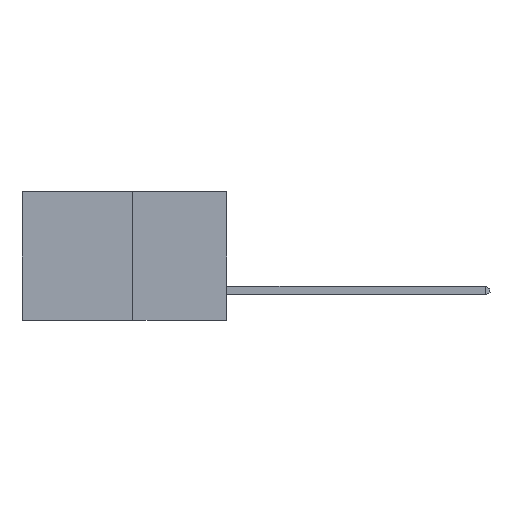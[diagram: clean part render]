
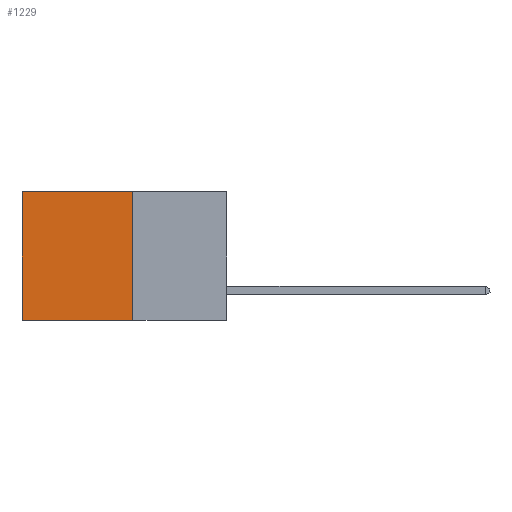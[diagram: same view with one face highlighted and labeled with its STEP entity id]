
A CAD part, left-side view. The second image highlights one B-rep face of the part: STEP entity #1229.
In plain terms, the highlighted planar face has unit normal (-1, 0, 0).
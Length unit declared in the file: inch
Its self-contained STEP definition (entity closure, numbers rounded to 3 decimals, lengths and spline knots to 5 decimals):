
#34 = CARTESIAN_POINT ( 'NONE',  ( 0.277, 0.27, -0.37 ) ) ;
#328 = VECTOR ( 'NONE', #7239, 39.37008 ) ;
#552 = DIRECTION ( 'NONE',  ( 0., 1., 0. ) ) ;
#837 = CARTESIAN_POINT ( 'NONE',  ( 0.277, 0.59, -0.37 ) ) ;
#1060 = VERTEX_POINT ( 'NONE', #1353 ) ;
#1229 = ADVANCED_FACE ( 'NONE', ( #4674 ), #3820, .F. ) ;
#1353 = CARTESIAN_POINT ( 'NONE',  ( 0.277, 0.59, 0. ) ) ;
#1790 = EDGE_CURVE ( 'NONE', #2836, #1060, #2057, .T. ) ;
#2057 = LINE ( 'NONE', #9545, #4941 ) ;
#2836 = VERTEX_POINT ( 'NONE', #8837 ) ;
#3113 = EDGE_CURVE ( 'NONE', #4498, #5016, #9531, .T. ) ;
#3125 = CARTESIAN_POINT ( 'NONE',  ( 0.277, 0.27, -0.37 ) ) ;
#3238 = CARTESIAN_POINT ( 'NONE',  ( 0.277, 0.59, -0.37 ) ) ;
#3407 = DIRECTION ( 'NONE',  ( 1., 0., 0. ) ) ;
#3820 = PLANE ( 'NONE',  #10238 ) ;
#4498 = VERTEX_POINT ( 'NONE', #34 ) ;
#4674 = FACE_OUTER_BOUND ( 'NONE', #8227, .T. ) ;
#4688 = ORIENTED_EDGE ( 'NONE', *, *, #3113, .F. ) ;
#4941 = VECTOR ( 'NONE', #552, 39.37008 ) ;
#5016 = VERTEX_POINT ( 'NONE', #3238 ) ;
#5181 = DIRECTION ( 'NONE',  ( 0., 0., -1. ) ) ;
#5231 = VECTOR ( 'NONE', #6663, 39.37008 ) ;
#5896 = EDGE_CURVE ( 'NONE', #2836, #4498, #9153, .T. ) ;
#6056 = EDGE_CURVE ( 'NONE', #1060, #5016, #7283, .T. ) ;
#6469 = CARTESIAN_POINT ( 'NONE',  ( 0.277, 0.27, -0.37 ) ) ;
#6663 = DIRECTION ( 'NONE',  ( 0., 0., -1. ) ) ;
#7239 = DIRECTION ( 'NONE',  ( 0., 0., -1. ) ) ;
#7283 = LINE ( 'NONE', #837, #5231 ) ;
#7563 = VECTOR ( 'NONE', #8047, 39.37008 ) ;
#7668 = ORIENTED_EDGE ( 'NONE', *, *, #5896, .F. ) ;
#8047 = DIRECTION ( 'NONE',  ( 0., 1., 0. ) ) ;
#8126 = ORIENTED_EDGE ( 'NONE', *, *, #6056, .T. ) ;
#8227 = EDGE_LOOP ( 'NONE', ( #8126, #4688, #7668, #10197 ) ) ;
#8837 = CARTESIAN_POINT ( 'NONE',  ( 0.277, 0.27, 0. ) ) ;
#9153 = LINE ( 'NONE', #6469, #328 ) ;
#9531 = LINE ( 'NONE', #10118, #7563 ) ;
#9545 = CARTESIAN_POINT ( 'NONE',  ( 0.277, 0.27, 0. ) ) ;
#10118 = CARTESIAN_POINT ( 'NONE',  ( 0.277, 0.27, -0.37 ) ) ;
#10197 = ORIENTED_EDGE ( 'NONE', *, *, #1790, .T. ) ;
#10238 = AXIS2_PLACEMENT_3D ( 'NONE', #3125, #3407, #5181 ) ;
